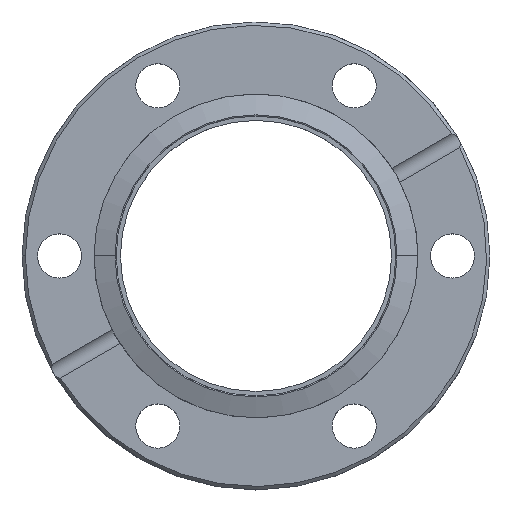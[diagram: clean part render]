
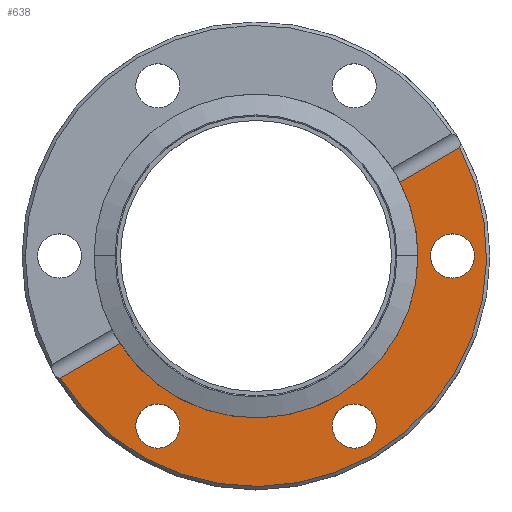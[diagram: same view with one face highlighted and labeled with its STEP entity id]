
A CAD part, top view. The second image highlights one B-rep face of the part: STEP entity #638.
In plain terms, the highlighted planar face has unit normal (0, 0, 1).
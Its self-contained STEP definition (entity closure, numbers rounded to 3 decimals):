
#8 = CARTESIAN_POINT ( 'NONE',  ( 30.416, 16.175, 0. ) ) ;
#75 = EDGE_CURVE ( 'NONE', #682, #531, #1317, .T. ) ;
#85 = CARTESIAN_POINT ( 'NONE',  ( -40.746, -24.911, 0. ) ) ;
#116 = CIRCLE ( 'NONE', #1164, 3.3 ) ;
#131 = AXIS2_PLACEMENT_3D ( 'NONE', #1237, #1150, #185 ) ;
#185 = DIRECTION ( 'NONE',  ( 1., 0., 0. ) ) ;
#205 = CARTESIAN_POINT ( 'NONE',  ( -11.375, -25.418, 0. ) ) ;
#209 = EDGE_CURVE ( 'NONE', #1254, #1184, #950, .T. ) ;
#247 = VERTEX_POINT ( 'NONE', #205 ) ;
#273 = DIRECTION ( 'NONE',  ( 1., 0., 0. ) ) ;
#283 = DIRECTION ( 'NONE',  ( 0., 0., 1. ) ) ;
#292 = CARTESIAN_POINT ( 'NONE',  ( 14.675, -25.418, 0. ) ) ;
#307 = FACE_BOUND ( 'NONE', #923, .T. ) ;
#333 = AXIS2_PLACEMENT_3D ( 'NONE', #1174, #983, #973 ) ;
#341 = FACE_BOUND ( 'NONE', #1331, .T. ) ;
#373 = LINE ( 'NONE', #85, #721 ) ;
#382 = VERTEX_POINT ( 'NONE', #1067 ) ;
#427 = ORIENTED_EDGE ( 'NONE', *, *, #903, .F. ) ;
#429 = EDGE_CURVE ( 'NONE', #247, #747, #116, .T. ) ;
#438 = AXIS2_PLACEMENT_3D ( 'NONE', #292, #283, #273 ) ;
#468 = EDGE_CURVE ( 'NONE', #680, #382, #1243, .T. ) ;
#477 = AXIS2_PLACEMENT_3D ( 'NONE', #1160, #1234, #1048 ) ;
#505 = EDGE_LOOP ( 'NONE', ( #536, #735 ) ) ;
#528 = CARTESIAN_POINT ( 'NONE',  ( -14.675, -25.418, 0. ) ) ;
#531 = VERTEX_POINT ( 'NONE', #808 ) ;
#536 = ORIENTED_EDGE ( 'NONE', *, *, #687, .F. ) ;
#538 = DIRECTION ( 'NONE',  ( 1., 0., 0. ) ) ;
#547 = DIRECTION ( 'NONE',  ( 0., 0., 1. ) ) ;
#552 = CARTESIAN_POINT ( 'NONE',  ( 0., 0., 0. ) ) ;
#554 = CIRCLE ( 'NONE', #131, 3.3 ) ;
#571 = CARTESIAN_POINT ( 'NONE',  ( -17.975, -25.418, 0. ) ) ;
#577 = CARTESIAN_POINT ( 'NONE',  ( 21.532, 11.046, 0. ) ) ;
#578 = ORIENTED_EDGE ( 'NONE', *, *, #75, .F. ) ;
#589 = CIRCLE ( 'NONE', #477, 24.2 ) ;
#600 = ORIENTED_EDGE ( 'NONE', *, *, #429, .F. ) ;
#601 = AXIS2_PLACEMENT_3D ( 'NONE', #751, #706, #700 ) ;
#638 = ADVANCED_FACE ( 'NONE', ( #650, #341, #307, #935 ), #1249, .F. ) ;
#650 = FACE_BOUND ( 'NONE', #505, .T. ) ;
#670 = DIRECTION ( 'NONE',  ( 1., 0., 0. ) ) ;
#680 = VERTEX_POINT ( 'NONE', #826 ) ;
#681 = DIRECTION ( 'NONE',  ( 0., 0., 1. ) ) ;
#682 = VERTEX_POINT ( 'NONE', #796 ) ;
#687 = EDGE_CURVE ( 'NONE', #1184, #1254, #883, .T. ) ;
#694 = CARTESIAN_POINT ( 'NONE',  ( 29.35, 0., 0. ) ) ;
#700 = DIRECTION ( 'NONE',  ( 1., 0., 0. ) ) ;
#706 = DIRECTION ( 'NONE',  ( 0., 0., 1. ) ) ;
#721 = VECTOR ( 'NONE', #978, 1000. ) ;
#735 = ORIENTED_EDGE ( 'NONE', *, *, #209, .F. ) ;
#747 = VERTEX_POINT ( 'NONE', #571 ) ;
#751 = CARTESIAN_POINT ( 'NONE',  ( 14.675, -25.418, 0. ) ) ;
#796 = CARTESIAN_POINT ( 'NONE',  ( 32.65, 0., 0. ) ) ;
#808 = CARTESIAN_POINT ( 'NONE',  ( 26.05, 0., 0. ) ) ;
#826 = CARTESIAN_POINT ( 'NONE',  ( -20.332, -13.124, 0. ) ) ;
#840 = VERTEX_POINT ( 'NONE', #8 ) ;
#870 = CARTESIAN_POINT ( 'NONE',  ( 17.975, -25.418, 0. ) ) ;
#883 = CIRCLE ( 'NONE', #601, 3.3 ) ;
#889 = CIRCLE ( 'NONE', #1019, 3.3 ) ;
#903 = EDGE_CURVE ( 'NONE', #747, #247, #554, .T. ) ;
#906 = EDGE_CURVE ( 'NONE', #680, #1157, #589, .T. ) ;
#923 = EDGE_LOOP ( 'NONE', ( #578, #1268 ) ) ;
#935 = FACE_OUTER_BOUND ( 'NONE', #1301, .T. ) ;
#950 = CIRCLE ( 'NONE', #438, 3.3 ) ;
#957 = DIRECTION ( 'NONE',  ( 1., 0., 0. ) ) ;
#973 = DIRECTION ( 'NONE',  ( -1., 0., 0. ) ) ;
#978 = DIRECTION ( 'NONE',  ( -0.866, -0.5, 0. ) ) ;
#980 = AXIS2_PLACEMENT_3D ( 'NONE', #552, #547, #538 ) ;
#983 = DIRECTION ( 'NONE',  ( 0., 0., -1. ) ) ;
#992 = EDGE_CURVE ( 'NONE', #840, #1298, #373, .T. ) ;
#995 = VECTOR ( 'NONE', #1270, 1000. ) ;
#1013 = DIRECTION ( 'NONE',  ( 0., 0., 1. ) ) ;
#1015 = CARTESIAN_POINT ( 'NONE',  ( 0., 0., 0. ) ) ;
#1016 = ORIENTED_EDGE ( 'NONE', *, *, #906, .F. ) ;
#1019 = AXIS2_PLACEMENT_3D ( 'NONE', #1269, #1233, #1217 ) ;
#1027 = ORIENTED_EDGE ( 'NONE', *, *, #992, .T. ) ;
#1036 = CIRCLE ( 'NONE', #980, 24.2 ) ;
#1048 = DIRECTION ( 'NONE',  ( 1., 0., 0. ) ) ;
#1059 = CARTESIAN_POINT ( 'NONE',  ( 11.375, -25.418, 0. ) ) ;
#1067 = CARTESIAN_POINT ( 'NONE',  ( -29.216, -18.254, 0. ) ) ;
#1069 = EDGE_CURVE ( 'NONE', #1157, #1298, #1036, .T. ) ;
#1078 = DIRECTION ( 'NONE',  ( 1., 0., 0. ) ) ;
#1150 = DIRECTION ( 'NONE',  ( 0., 0., 1. ) ) ;
#1157 = VERTEX_POINT ( 'NONE', #1359 ) ;
#1160 = CARTESIAN_POINT ( 'NONE',  ( 0., 0., 0. ) ) ;
#1164 = AXIS2_PLACEMENT_3D ( 'NONE', #528, #1165, #1078 ) ;
#1165 = DIRECTION ( 'NONE',  ( 0., 0., 1. ) ) ;
#1174 = CARTESIAN_POINT ( 'NONE',  ( 20.25, 0., 0. ) ) ;
#1184 = VERTEX_POINT ( 'NONE', #870 ) ;
#1193 = ORIENTED_EDGE ( 'NONE', *, *, #1069, .F. ) ;
#1196 = AXIS2_PLACEMENT_3D ( 'NONE', #1015, #1013, #957 ) ;
#1214 = ORIENTED_EDGE ( 'NONE', *, *, #1239, .T. ) ;
#1217 = DIRECTION ( 'NONE',  ( 1., 0., 0. ) ) ;
#1225 = EDGE_CURVE ( 'NONE', #531, #682, #889, .T. ) ;
#1233 = DIRECTION ( 'NONE',  ( 0., 0., 1. ) ) ;
#1234 = DIRECTION ( 'NONE',  ( 0., 0., 1. ) ) ;
#1237 = CARTESIAN_POINT ( 'NONE',  ( -14.675, -25.418, 0. ) ) ;
#1239 = EDGE_CURVE ( 'NONE', #382, #840, #1322, .T. ) ;
#1243 = LINE ( 'NONE', #1308, #995 ) ;
#1249 = PLANE ( 'NONE',  #333 ) ;
#1254 = VERTEX_POINT ( 'NONE', #1059 ) ;
#1268 = ORIENTED_EDGE ( 'NONE', *, *, #1225, .F. ) ;
#1269 = CARTESIAN_POINT ( 'NONE',  ( 29.35, 0., 0. ) ) ;
#1270 = DIRECTION ( 'NONE',  ( -0.866, -0.5, 0. ) ) ;
#1298 = VERTEX_POINT ( 'NONE', #577 ) ;
#1301 = EDGE_LOOP ( 'NONE', ( #1214, #1027, #1193, #1016, #1369 ) ) ;
#1308 = CARTESIAN_POINT ( 'NONE',  ( -40.746, -24.911, 0. ) ) ;
#1311 = AXIS2_PLACEMENT_3D ( 'NONE', #694, #681, #670 ) ;
#1317 = CIRCLE ( 'NONE', #1311, 3.3 ) ;
#1322 = CIRCLE ( 'NONE', #1196, 34.45 ) ;
#1331 = EDGE_LOOP ( 'NONE', ( #600, #427 ) ) ;
#1359 = CARTESIAN_POINT ( 'NONE',  ( 24.2, 0., 0. ) ) ;
#1369 = ORIENTED_EDGE ( 'NONE', *, *, #468, .T. ) ;
